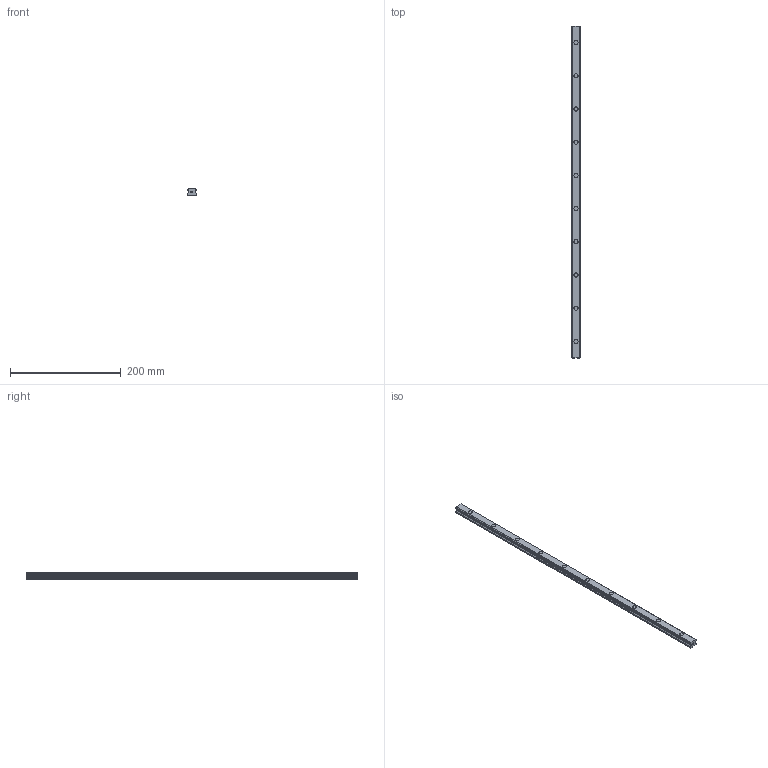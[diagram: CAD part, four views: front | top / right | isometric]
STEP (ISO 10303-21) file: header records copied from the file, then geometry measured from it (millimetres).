
FILE_DESCRIPTION(('STEP AP214'),'1');
FILE_NAME('cctmp_BE1F52CD-B979-4AFD-80C1-9D130E0DC036_2021_02_03_11_26_45_0279..stp','2021-02-03T10:26:45',('HIWIN GmbH'),('CADClick - www.CADClick.com'),'Spatial InterOp 3D',' ','unknown authorization');
FILE_SCHEMA(('AUTOMOTIVE_DESIGN'));
Length unit declared in the file: millimetre
Products named in the file (1): EGR15U600C_FILE
Bounding box: 15 x 600 x 12.5 mm (x, y, z)
Volume: 95580.5 mm3; surface area: 36800.1 mm2
Topology: 1 solids, 1 shells, 203 faces, 531 edges, 354 vertices
Faces by surface type: plane 125, cylinder 78
Entity records: 7949 total; most frequent: DIRECTION 1135, CARTESIAN_POINT 1089, ORIENTED_EDGE 1062, EDGE_CURVE 531, AXIS2_PLACEMENT_3D 400, VERTEX_POINT 354, LINE 335, VECTOR 335
